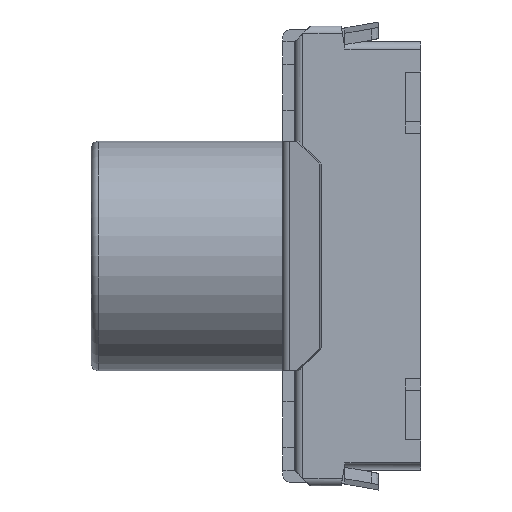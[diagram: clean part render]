
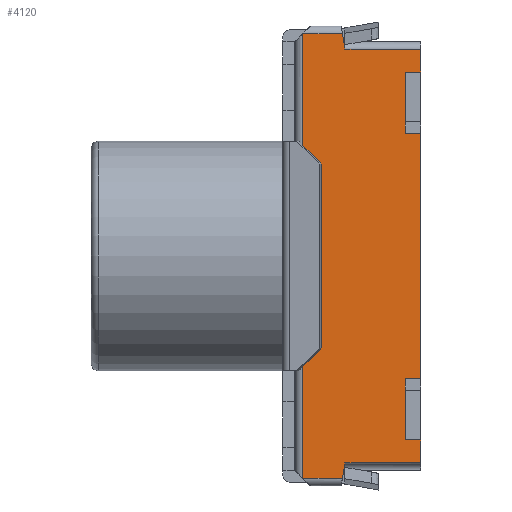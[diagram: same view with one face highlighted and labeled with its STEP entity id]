
A CAD part, left-side view. The second image highlights one B-rep face of the part: STEP entity #4120.
In plain terms, the highlighted planar face has unit normal (-1, 0, 0).
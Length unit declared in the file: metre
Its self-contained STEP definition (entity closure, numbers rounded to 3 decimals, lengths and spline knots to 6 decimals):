
#71 = DIRECTION ( 'NONE',  ( 1., 0., 0. ) ) ;
#108 = DIRECTION ( 'NONE',  ( 0., 0.164, -0.986 ) ) ;
#109 = LINE ( 'NONE', #287, #3040 ) ;
#135 = CARTESIAN_POINT ( 'NONE',  ( -0.003, 0.00104, -0.003 ) ) ;
#202 = VECTOR ( 'NONE', #5642, 1. ) ;
#287 = CARTESIAN_POINT ( 'NONE',  ( -0.003, 0.00104, 0.003 ) ) ;
#323 = CARTESIAN_POINT ( 'NONE',  ( -0.003, 0., -0.003 ) ) ;
#368 = DIRECTION ( 'NONE',  ( 0., 1., 0. ) ) ;
#397 = EDGE_CURVE ( 'NONE', #435, #3180, #7487, .T. ) ;
#409 = ORIENTED_EDGE ( 'NONE', *, *, #1019, .T. ) ;
#430 = ORIENTED_EDGE ( 'NONE', *, *, #2012, .F. ) ;
#435 = VERTEX_POINT ( 'NONE', #4207 ) ;
#503 = VECTOR ( 'NONE', #4996, 1. ) ;
#806 = CARTESIAN_POINT ( 'NONE',  ( -0.003, 0., -0.0024 ) ) ;
#839 = LINE ( 'NONE', #6558, #1478 ) ;
#892 = VERTEX_POINT ( 'NONE', #1220 ) ;
#965 = CARTESIAN_POINT ( 'NONE',  ( -0.003, 0.00154, -0.003 ) ) ;
#1019 = EDGE_CURVE ( 'NONE', #435, #5744, #2136, .T. ) ;
#1050 = DIRECTION ( 'NONE',  ( 0., -1., 0. ) ) ;
#1071 = ORIENTED_EDGE ( 'NONE', *, *, #6481, .T. ) ;
#1139 = EDGE_CURVE ( 'NONE', #3996, #3346, #109, .T. ) ;
#1172 = DIRECTION ( 'NONE',  ( 0., -1., 0. ) ) ;
#1220 = CARTESIAN_POINT ( 'NONE',  ( -0.003, 0.00154, 0.0029 ) ) ;
#1244 = ORIENTED_EDGE ( 'NONE', *, *, #6560, .F. ) ;
#1289 = LINE ( 'NONE', #135, #7036 ) ;
#1322 = CARTESIAN_POINT ( 'NONE',  ( -0.003, 0., 0.0027 ) ) ;
#1390 = LINE ( 'NONE', #5772, #6960 ) ;
#1446 = CARTESIAN_POINT ( 'NONE',  ( -0.003, 0.0002, -0.0016 ) ) ;
#1478 = VECTOR ( 'NONE', #4979, 1. ) ;
#1510 = EDGE_LOOP ( 'NONE', ( #5264, #3315, #7375, #409, #1244, #1603, #430, #1815, #3794, #4899, #3003, #6012, #1919, #5910, #1071, #6912 ) ) ;
#1603 = ORIENTED_EDGE ( 'NONE', *, *, #6411, .F. ) ;
#1625 = CARTESIAN_POINT ( 'NONE',  ( -0.003, 0.001023, 0.0029 ) ) ;
#1735 = DIRECTION ( 'NONE',  ( 0., 1., 0. ) ) ;
#1814 = CARTESIAN_POINT ( 'NONE',  ( -0.003, 0., -0.0016 ) ) ;
#1815 = ORIENTED_EDGE ( 'NONE', *, *, #5058, .T. ) ;
#1885 = CARTESIAN_POINT ( 'NONE',  ( -0.003, 0., 0.0024 ) ) ;
#1919 = ORIENTED_EDGE ( 'NONE', *, *, #4287, .T. ) ;
#2012 = EDGE_CURVE ( 'NONE', #5071, #3364, #6049, .T. ) ;
#2123 = VECTOR ( 'NONE', #5499, 1. ) ;
#2136 = LINE ( 'NONE', #7048, #5696 ) ;
#2200 = CARTESIAN_POINT ( 'NONE',  ( -0.003, 0.00099, -0.0027 ) ) ;
#2382 = EDGE_CURVE ( 'NONE', #6736, #3180, #839, .T. ) ;
#2569 = DIRECTION ( 'NONE',  ( 0., 0., 1. ) ) ;
#2633 = VERTEX_POINT ( 'NONE', #6830 ) ;
#2636 = VERTEX_POINT ( 'NONE', #6802 ) ;
#2863 = LINE ( 'NONE', #5279, #6498 ) ;
#3003 = ORIENTED_EDGE ( 'NONE', *, *, #4432, .T. ) ;
#3040 = VECTOR ( 'NONE', #3779, 1. ) ;
#3180 = VERTEX_POINT ( 'NONE', #1446 ) ;
#3241 = VECTOR ( 'NONE', #4482, 1. ) ;
#3315 = ORIENTED_EDGE ( 'NONE', *, *, #2382, .T. ) ;
#3346 = VERTEX_POINT ( 'NONE', #1625 ) ;
#3364 = VERTEX_POINT ( 'NONE', #3524 ) ;
#3403 = CARTESIAN_POINT ( 'NONE',  ( -0.003, 0.00154, -0.0029 ) ) ;
#3420 = LINE ( 'NONE', #965, #3592 ) ;
#3524 = CARTESIAN_POINT ( 'NONE',  ( -0.003, 0.0002, 0.0024 ) ) ;
#3562 = CARTESIAN_POINT ( 'NONE',  ( -0.003, 0.00164, -0.003 ) ) ;
#3570 = LINE ( 'NONE', #2200, #4117 ) ;
#3592 = VECTOR ( 'NONE', #3917, 1. ) ;
#3603 = VECTOR ( 'NONE', #1735, 1. ) ;
#3779 = DIRECTION ( 'NONE',  ( 0., 0.164, 0.986 ) ) ;
#3794 = ORIENTED_EDGE ( 'NONE', *, *, #6173, .F. ) ;
#3840 = CARTESIAN_POINT ( 'NONE',  ( -0.003, 0.001023, -0.0029 ) ) ;
#3846 = LINE ( 'NONE', #806, #2123 ) ;
#3917 = DIRECTION ( 'NONE',  ( 0., 0., -1. ) ) ;
#3988 = VERTEX_POINT ( 'NONE', #4688 ) ;
#3996 = VERTEX_POINT ( 'NONE', #6474 ) ;
#4054 = LINE ( 'NONE', #4173, #5710 ) ;
#4109 = VECTOR ( 'NONE', #368, 1. ) ;
#4117 = VECTOR ( 'NONE', #1050, 1. ) ;
#4120 = ADVANCED_FACE ( 'NONE', ( #7176 ), #7063, .F. ) ;
#4148 = DIRECTION ( 'NONE',  ( 0., 0., -1. ) ) ;
#4150 = DIRECTION ( 'NONE',  ( 0., -1., 0. ) ) ;
#4173 = CARTESIAN_POINT ( 'NONE',  ( -0.003, 0., -0.003 ) ) ;
#4207 = CARTESIAN_POINT ( 'NONE',  ( -0.003, 0., -0.0016 ) ) ;
#4287 = EDGE_CURVE ( 'NONE', #6021, #5267, #7354, .T. ) ;
#4303 = AXIS2_PLACEMENT_3D ( 'NONE', #3562, #71, #4148 ) ;
#4432 = EDGE_CURVE ( 'NONE', #3346, #892, #5162, .T. ) ;
#4482 = DIRECTION ( 'NONE',  ( 0., 0., 1. ) ) ;
#4688 = CARTESIAN_POINT ( 'NONE',  ( -0.003, 0., -0.0027 ) ) ;
#4766 = DIRECTION ( 'NONE',  ( 0., 1., 0. ) ) ;
#4899 = ORIENTED_EDGE ( 'NONE', *, *, #1139, .T. ) ;
#4979 = DIRECTION ( 'NONE',  ( 0., 0., 1. ) ) ;
#4996 = DIRECTION ( 'NONE',  ( 0., -1., 0. ) ) ;
#5002 = VERTEX_POINT ( 'NONE', #1322 ) ;
#5058 = EDGE_CURVE ( 'NONE', #5071, #5002, #4054, .T. ) ;
#5071 = VERTEX_POINT ( 'NONE', #1885 ) ;
#5162 = LINE ( 'NONE', #6363, #3603 ) ;
#5264 = ORIENTED_EDGE ( 'NONE', *, *, #6773, .F. ) ;
#5267 = VERTEX_POINT ( 'NONE', #3840 ) ;
#5279 = CARTESIAN_POINT ( 'NONE',  ( -0.003, 0.00099, 0.0027 ) ) ;
#5282 = EDGE_CURVE ( 'NONE', #3988, #2633, #6060, .T. ) ;
#5310 = EDGE_CURVE ( 'NONE', #892, #6021, #3420, .T. ) ;
#5368 = CARTESIAN_POINT ( 'NONE',  ( -0.003, 0.0002, -0.0024 ) ) ;
#5465 = CARTESIAN_POINT ( 'NONE',  ( -0.003, 0., 0.0016 ) ) ;
#5499 = DIRECTION ( 'NONE',  ( 0., -1., 0. ) ) ;
#5642 = DIRECTION ( 'NONE',  ( 0., 0., -1. ) ) ;
#5696 = VECTOR ( 'NONE', #2569, 1. ) ;
#5710 = VECTOR ( 'NONE', #7058, 1. ) ;
#5744 = VERTEX_POINT ( 'NONE', #5465 ) ;
#5772 = CARTESIAN_POINT ( 'NONE',  ( -0.003, 0., 0.0016 ) ) ;
#5910 = ORIENTED_EDGE ( 'NONE', *, *, #7196, .F. ) ;
#5932 = VECTOR ( 'NONE', #4766, 1. ) ;
#6012 = ORIENTED_EDGE ( 'NONE', *, *, #5310, .T. ) ;
#6021 = VERTEX_POINT ( 'NONE', #3403 ) ;
#6049 = LINE ( 'NONE', #6645, #4109 ) ;
#6060 = LINE ( 'NONE', #323, #3241 ) ;
#6173 = EDGE_CURVE ( 'NONE', #3996, #5002, #2863, .T. ) ;
#6363 = CARTESIAN_POINT ( 'NONE',  ( -0.003, 0.00164, 0.0029 ) ) ;
#6411 = EDGE_CURVE ( 'NONE', #3364, #7490, #7228, .T. ) ;
#6474 = CARTESIAN_POINT ( 'NONE',  ( -0.003, 0.00099, 0.0027 ) ) ;
#6481 = EDGE_CURVE ( 'NONE', #2636, #3988, #3570, .T. ) ;
#6498 = VECTOR ( 'NONE', #4150, 1. ) ;
#6558 = CARTESIAN_POINT ( 'NONE',  ( -0.003, 0.0002, -0.00175 ) ) ;
#6560 = EDGE_CURVE ( 'NONE', #7490, #5744, #1390, .T. ) ;
#6645 = CARTESIAN_POINT ( 'NONE',  ( -0.003, 0., 0.0024 ) ) ;
#6736 = VERTEX_POINT ( 'NONE', #5368 ) ;
#6773 = EDGE_CURVE ( 'NONE', #6736, #2633, #3846, .T. ) ;
#6802 = CARTESIAN_POINT ( 'NONE',  ( -0.003, 0.00099, -0.0027 ) ) ;
#6804 = CARTESIAN_POINT ( 'NONE',  ( -0.003, 0.0002, 0.0024 ) ) ;
#6830 = CARTESIAN_POINT ( 'NONE',  ( -0.003, 0., -0.0024 ) ) ;
#6912 = ORIENTED_EDGE ( 'NONE', *, *, #5282, .T. ) ;
#6960 = VECTOR ( 'NONE', #1172, 1. ) ;
#7030 = CARTESIAN_POINT ( 'NONE',  ( -0.003, 0.0002, 0.0016 ) ) ;
#7036 = VECTOR ( 'NONE', #108, 1. ) ;
#7048 = CARTESIAN_POINT ( 'NONE',  ( -0.003, 0., -0.003 ) ) ;
#7058 = DIRECTION ( 'NONE',  ( 0., 0., 1. ) ) ;
#7063 = PLANE ( 'NONE',  #4303 ) ;
#7176 = FACE_OUTER_BOUND ( 'NONE', #1510, .T. ) ;
#7196 = EDGE_CURVE ( 'NONE', #2636, #5267, #1289, .T. ) ;
#7228 = LINE ( 'NONE', #6804, #202 ) ;
#7354 = LINE ( 'NONE', #7394, #503 ) ;
#7375 = ORIENTED_EDGE ( 'NONE', *, *, #397, .F. ) ;
#7394 = CARTESIAN_POINT ( 'NONE',  ( -0.003, 0.00164, -0.0029 ) ) ;
#7487 = LINE ( 'NONE', #1814, #5932 ) ;
#7490 = VERTEX_POINT ( 'NONE', #7030 ) ;
